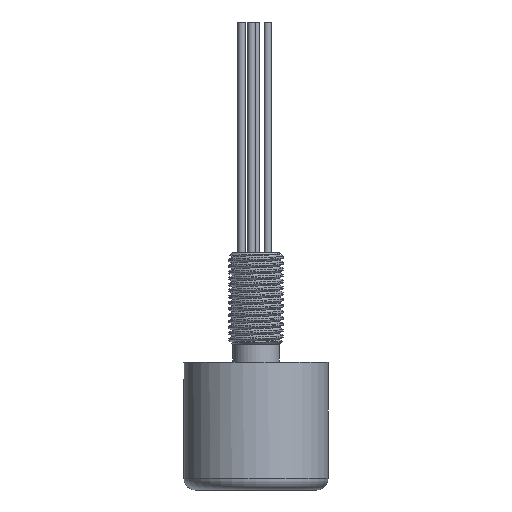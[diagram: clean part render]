
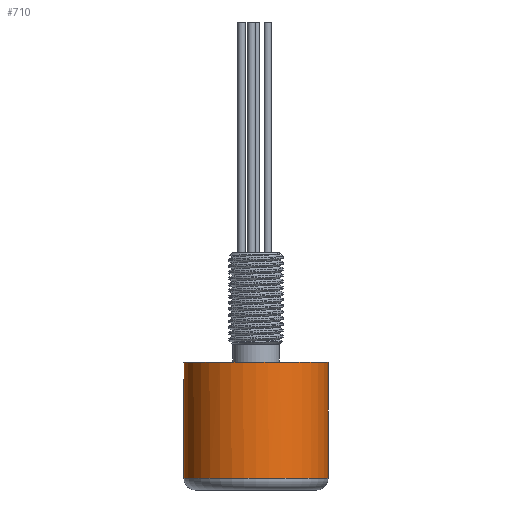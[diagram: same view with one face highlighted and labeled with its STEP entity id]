
A CAD part, left-side view. The second image highlights one B-rep face of the part: STEP entity #710.
In plain terms, the highlighted cylindrical face has radius 12.5 mm (diameter 25 mm), a full revolution.
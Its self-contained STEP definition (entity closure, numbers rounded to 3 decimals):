
#33=LINE($,#2629,#55);
#34=LINE($,#2631,#56);
#35=LINE($,#2632,#57);
#36=LINE($,#2634,#58);
#55=VECTOR($,#1018,17.2);
#56=VECTOR($,#1019,0.201);
#57=VECTOR($,#1020,2.);
#58=VECTOR($,#1023,15.2);
#104=CYLINDRICAL_SURFACE($,#809,12.5);
#138=FACE_BOUND($,#311,.T.);
#163=CIRCLE($,#751,12.5);
#167=CIRCLE($,#763,12.5);
#185=CIRCLE($,#805,12.5);
#232=FACE_OUTER_BOUND($,#310,.T.);
#310=EDGE_LOOP($,(#620,#621,#622,#623,#624,#625,#626,#627));
#311=EDGE_LOOP($,(#628));
#322=B_SPLINE_CURVE_WITH_KNOTS($,3,(#2495,#2496,#2497,#2498,#2499,#2500),
 .UNSPECIFIED.,.F.,.F.,(4,2,4),(0.,0.359,0.718),
 .UNSPECIFIED.);
#323=B_SPLINE_CURVE_WITH_KNOTS($,3,(#2506,#2507,#2508,#2509,#2510,#2511,
#2512,#2513,#2514,#2515,#2516,#2517,#2518,#2519,#2520,#2521,#2522,#2523,
#2524,#2525,#2526,#2527),.UNSPECIFIED.,.F.,.F.,(4,2,2,2,2,2,2,2,2,2,4),
(1.488,1.695,1.902,2.006,2.109,
2.169,2.175,2.182,2.184,2.185,
2.186),.UNSPECIFIED.);
#351=VERTEX_POINT($,#2419);
#354=VERTEX_POINT($,#2437);
#359=VERTEX_POINT($,#2493);
#360=VERTEX_POINT($,#2494);
#361=VERTEX_POINT($,#2504);
#362=VERTEX_POINT($,#2505);
#380=VERTEX_POINT($,#2624);
#381=VERTEX_POINT($,#2628);
#382=VERTEX_POINT($,#2630);
#421=EDGE_CURVE($,#354,#351,#163,.T.);
#433=EDGE_CURVE($,#359,#360,#322,.F.);
#436=EDGE_CURVE($,#361,#362,#323,.F.);
#441=EDGE_CURVE($,#362,#359,#167,.T.);
#460=EDGE_CURVE($,#380,#380,#185,.T.);
#461=EDGE_CURVE($,#381,#351,#33,.T.);
#462=EDGE_CURVE($,#381,#382,#34,.T.);
#463=EDGE_CURVE($,#361,#382,#35,.T.);
#464=EDGE_CURVE($,#354,#360,#36,.T.);
#620=ORIENTED_EDGE($,*,*,#421,.F.);
#621=ORIENTED_EDGE($,*,*,#464,.T.);
#622=ORIENTED_EDGE($,*,*,#433,.F.);
#623=ORIENTED_EDGE($,*,*,#441,.F.);
#624=ORIENTED_EDGE($,*,*,#436,.F.);
#625=ORIENTED_EDGE($,*,*,#463,.T.);
#626=ORIENTED_EDGE($,*,*,#462,.F.);
#627=ORIENTED_EDGE($,*,*,#461,.T.);
#628=ORIENTED_EDGE($,*,*,#460,.T.);
#710=ADVANCED_FACE($,(#232,#138),#104,.T.);
#751=AXIS2_PLACEMENT_3D($,#2439,#892,#893);
#763=AXIS2_PLACEMENT_3D($,#2535,#928,#929);
#805=AXIS2_PLACEMENT_3D($,#2625,#1012,#1013);
#809=AXIS2_PLACEMENT_3D($,#2635,#1024,#1025);
#892=DIRECTION('center_axis',(0.,0.,-1.));
#893=DIRECTION('ref_axis',(-1.,-0.004,0.));
#928=DIRECTION('center_axis',(0.,0.,-1.));
#929=DIRECTION('ref_axis',(-1.,0.,0.));
#1012=DIRECTION('center_axis',(0.,0.,-1.));
#1013=DIRECTION('ref_axis',(-1.,0.,0.));
#1018=DIRECTION($,(0.,0.,-1.));
#1019=DIRECTION($,(1.,0.,0.));
#1020=DIRECTION($,(0.,0.,1.));
#1023=DIRECTION($,(0.,0.,1.));
#1024=DIRECTION('center_axis',(0.,0.,1.));
#1025=DIRECTION('ref_axis',(0.008,1.,0.));
#2419=CARTESIAN_POINT('',(-0.1,12.5,-7.6));
#2437=CARTESIAN_POINT('',(0.,-12.5,-7.6));
#2439=CARTESIAN_POINT('Origin',(0.,0.,-7.6));
#2493=CARTESIAN_POINT('',(6.782,-10.5,9.6));
#2494=CARTESIAN_POINT('',(0.,-12.5,7.6));
#2495=CARTESIAN_POINT('Ctrl Pts',(0.,-12.5,7.6));
#2496=CARTESIAN_POINT('Ctrl Pts',(1.111,-12.5,8.044));
#2497=CARTESIAN_POINT('Ctrl Pts',(2.314,-12.344,8.53));
#2498=CARTESIAN_POINT('Ctrl Pts',(4.649,-11.667,9.304));
#2499=CARTESIAN_POINT('Ctrl Pts',(5.778,-11.149,9.6));
#2500=CARTESIAN_POINT('Ctrl Pts',(6.782,-10.5,9.6));
#2504=CARTESIAN_POINT('',(0.1,12.5,7.6));
#2505=CARTESIAN_POINT('',(6.783,10.5,9.6));
#2506=CARTESIAN_POINT('Ctrl Pts',(6.783,10.5,9.6));
#2507=CARTESIAN_POINT('Ctrl Pts',(6.203,10.875,9.6));
#2508=CARTESIAN_POINT('Ctrl Pts',(5.547,11.226,9.493));
#2509=CARTESIAN_POINT('Ctrl Pts',(4.201,11.796,9.159));
#2510=CARTESIAN_POINT('Ctrl Pts',(3.511,12.015,8.933));
#2511=CARTESIAN_POINT('Ctrl Pts',(2.558,12.24,8.595));
#2512=CARTESIAN_POINT('Ctrl Pts',(2.209,12.308,8.465));
#2513=CARTESIAN_POINT('Ctrl Pts',(1.508,12.414,8.197));
#2514=CARTESIAN_POINT('Ctrl Pts',(1.157,12.45,8.059));
#2515=CARTESIAN_POINT('Ctrl Pts',(0.654,12.484,7.858));
#2516=CARTESIAN_POINT('Ctrl Pts',(0.431,12.494,7.771));
#2517=CARTESIAN_POINT('Ctrl Pts',(0.229,12.498,7.682));
#2518=CARTESIAN_POINT('Ctrl Pts',(0.207,12.498,7.673));
#2519=CARTESIAN_POINT('Ctrl Pts',(0.164,12.499,7.652));
#2520=CARTESIAN_POINT('Ctrl Pts',(0.142,12.499,7.641));
#2521=CARTESIAN_POINT('Ctrl Pts',(0.119,12.499,7.625));
#2522=CARTESIAN_POINT('Ctrl Pts',(0.113,12.499,7.621));
#2523=CARTESIAN_POINT('Ctrl Pts',(0.106,12.5,7.614));
#2524=CARTESIAN_POINT('Ctrl Pts',(0.104,12.5,7.612));
#2525=CARTESIAN_POINT('Ctrl Pts',(0.101,12.5,7.606));
#2526=CARTESIAN_POINT('Ctrl Pts',(0.1,12.5,7.603));
#2527=CARTESIAN_POINT('Ctrl Pts',(0.1,12.5,7.6));
#2535=CARTESIAN_POINT('Origin',(0.,0.,9.6));
#2624=CARTESIAN_POINT('',(12.5,0.,12.6));
#2625=CARTESIAN_POINT('Origin',(0.,0.,12.6));
#2628=CARTESIAN_POINT('',(-0.1,12.5,9.6));
#2629=CARTESIAN_POINT($,(-0.1,12.5,0.));
#2630=CARTESIAN_POINT('',(0.1,12.5,9.6));
#2631=CARTESIAN_POINT($,(33.5,12.5,9.6));
#2632=CARTESIAN_POINT($,(0.1,12.5,0.));
#2634=CARTESIAN_POINT($,(0.,-12.5,0.));
#2635=CARTESIAN_POINT('Origin',(0.,0.,0.));
